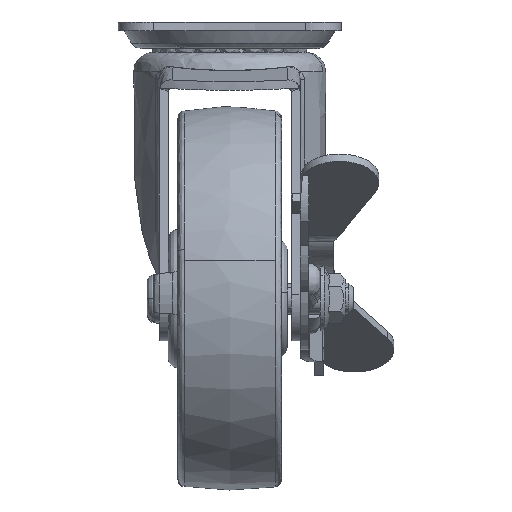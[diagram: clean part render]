
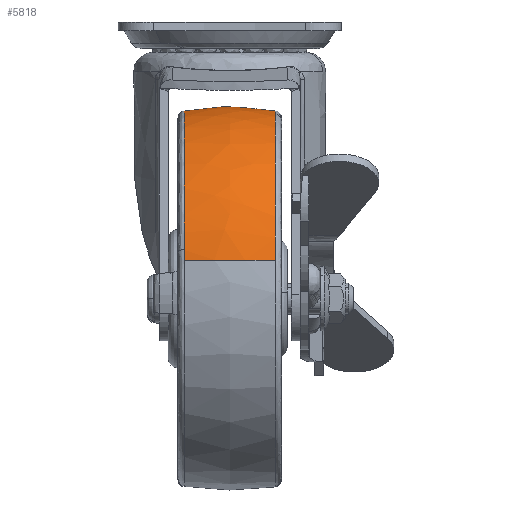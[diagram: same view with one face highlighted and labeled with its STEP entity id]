
A CAD part, left-side view. The second image highlights one B-rep face of the part: STEP entity #5818.
In plain terms, the highlighted free-form (B-spline) face has degree [2, 2] with [5, 3] control points.
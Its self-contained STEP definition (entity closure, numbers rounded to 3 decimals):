
#4979=CARTESIAN_POINT('',(0.0,-11.838,48.992));
#4980=VERTEX_POINT('',#4979);
#4996=CARTESIAN_POINT('',(-48.664,-11.838,5.657));
#4997=VERTEX_POINT('',#4996);
#4998=CARTESIAN_POINT('',(0.0,-11.838,48.992));
#4999=CARTESIAN_POINT('',(-2.321,-11.838,48.992));
#5000=CARTESIAN_POINT('',(-7.797,-11.838,48.602));
#5001=CARTESIAN_POINT('',(-15.046,-11.838,46.838));
#5002=CARTESIAN_POINT('',(-21.912,-11.838,43.975));
#5003=CARTESIAN_POINT('',(-28.27,-11.838,40.286));
#5004=CARTESIAN_POINT('',(-34.092,-11.838,35.476));
#5005=CARTESIAN_POINT('',(-39.311,-11.838,29.537));
#5006=CARTESIAN_POINT('',(-42.646,-11.838,24.372));
#5007=CARTESIAN_POINT('',(-45.359,-11.838,18.771));
#5008=CARTESIAN_POINT('',(-47.424,-11.838,12.988));
#5009=CARTESIAN_POINT('',(-48.364,-11.838,8.238));
#5010=CARTESIAN_POINT('',(-48.664,-11.838,5.657));
#5011=B_SPLINE_CURVE_WITH_KNOTS('',3,(#4998,#4999,#5000,#5001,#5002,#5003,#5004,#5005,#5006,#5007,#5008,#5009,#5010),.UNSPECIFIED.,.F.,.U.,(4,1,1,1,1,1,1,1,1,1,4),(0.,6.962,16.429,22.277,29.239,38.428,44.833,52.908,56.807,63.49,71.287),.UNSPECIFIED.);
#5012=EDGE_CURVE('',#4980,#4997,#5011,.T.);
#5061=CARTESIAN_POINT('',(0.0,11.838,48.992));
#5062=VERTEX_POINT('',#5061);
#5130=CARTESIAN_POINT('',(-48.235,11.838,8.575));
#5131=VERTEX_POINT('',#5130);
#5142=CARTESIAN_POINT('',(0.0,11.838,48.992));
#5143=CARTESIAN_POINT('',(-3.559,11.838,48.992));
#5144=CARTESIAN_POINT('',(-8.364,11.838,48.466));
#5145=CARTESIAN_POINT('',(-14.911,11.838,46.751));
#5146=CARTESIAN_POINT('',(-19.844,11.838,44.928));
#5147=CARTESIAN_POINT('',(-25.864,11.838,41.818));
#5148=CARTESIAN_POINT('',(-32.242,11.838,37.228));
#5149=CARTESIAN_POINT('',(-37.591,11.838,31.709));
#5150=CARTESIAN_POINT('',(-42.044,11.838,25.471));
#5151=CARTESIAN_POINT('',(-45.826,11.838,18.178));
#5152=CARTESIAN_POINT('',(-47.613,11.838,12.079));
#5153=CARTESIAN_POINT('',(-48.235,11.838,8.575));
#5154=B_SPLINE_CURVE_WITH_KNOTS('',3,(#5142,#5143,#5144,#5145,#5146,#5147,#5148,#5149,#5150,#5151,#5152,#5153),.UNSPECIFIED.,.F.,.U.,(4,1,1,1,1,1,1,1,1,4),(0.,10.678,14.415,20.288,26.427,34.702,43.778,49.384,57.659,68.337),.UNSPECIFIED.);
#5155=EDGE_CURVE('',#5062,#5131,#5154,.T.);
#5207=CARTESIAN_POINT('',(-48.664,11.838,5.657));
#5208=VERTEX_POINT('',#5207);
#5227=CARTESIAN_POINT('',(-48.235,11.838,8.575));
#5228=CARTESIAN_POINT('',(-48.408,11.838,7.607));
#5229=CARTESIAN_POINT('',(-48.551,11.838,6.633));
#5230=CARTESIAN_POINT('',(-48.664,11.838,5.657));
#5231=B_SPLINE_CURVE_WITH_KNOTS('',3,(#5227,#5228,#5229,#5230),.UNSPECIFIED.,.F.,.U.,(4,4),(0.,2.95),.UNSPECIFIED.);
#5232=EDGE_CURVE('',#5131,#5208,#5231,.T.);
#5762=CARTESIAN_POINT('',(-48.664,-11.838,5.657));
#5763=CARTESIAN_POINT('',(-49.31,-8.052,5.732));
#5764=CARTESIAN_POINT('',(-50.001,-0.126,5.812));
#5765=CARTESIAN_POINT('',(-49.351,7.808,5.737));
#5766=CARTESIAN_POINT('',(-48.664,11.838,5.657));
#5767=B_SPLINE_CURVE_WITH_KNOTS('',3,(#5762,#5763,#5764,#5765,#5766),.UNSPECIFIED.,.F.,.U.,(4,1,4),(0.,11.524,23.791),.UNSPECIFIED.);
#5768=EDGE_CURVE('',#4997,#5208,#5767,.T.);
#5773=CARTESIAN_POINT('',(0.0,-11.838,48.992));
#5774=CARTESIAN_POINT('',(0.0,-9.274,49.432));
#5775=CARTESIAN_POINT('',(0.0,-3.972,50.04));
#5776=CARTESIAN_POINT('',(0.0,3.972,50.04));
#5777=CARTESIAN_POINT('',(0.0,9.274,49.432));
#5778=CARTESIAN_POINT('',(0.0,11.838,48.992));
#5779=B_SPLINE_CURVE_WITH_KNOTS('',3,(#5773,#5774,#5775,#5776,#5777,#5778),.UNSPECIFIED.,.F.,.U.,(4,1,1,4),(0.,7.806,15.984,23.791),.UNSPECIFIED.);
#5780=EDGE_CURVE('',#4980,#5062,#5779,.T.);
#5788=CARTESIAN_POINT('',(0.0,-13.037,48.775));
#5789=CARTESIAN_POINT('',(0.0,-6.576,50.));
#5790=CARTESIAN_POINT('',(0.0,0.0,50.));
#5791=CARTESIAN_POINT('',(0.0,6.576,50.));
#5792=CARTESIAN_POINT('',(0.0,13.037,48.775));
#5793=CARTESIAN_POINT('',(-43.434,-13.037,48.775));
#5794=CARTESIAN_POINT('',(-44.525,-6.576,50.));
#5795=CARTESIAN_POINT('',(-44.525,0.0,50.));
#5796=CARTESIAN_POINT('',(-44.525,6.576,50.));
#5797=CARTESIAN_POINT('',(-43.434,13.037,48.775));
#5798=CARTESIAN_POINT('',(-48.449,-13.037,5.632));
#5799=CARTESIAN_POINT('',(-49.666,-6.576,5.773));
#5800=CARTESIAN_POINT('',(-49.666,0.0,5.773));
#5801=CARTESIAN_POINT('',(-49.666,6.576,5.773));
#5802=CARTESIAN_POINT('',(-48.449,13.037,5.632));
#5810=(BOUNDED_SURFACE()B_SPLINE_SURFACE(2,2,((#5788,#5793,#5798),(#5789,#5794,#5799),(#5790,#5795,#5800),(#5791,#5796,#5801),(#5792,#5797,#5802)),.UNSPECIFIED.,.F.,.F.,.U.)B_SPLINE_SURFACE_WITH_KNOTS((3,2,3),(3,3),(0.0,13.444,26.887),(0.0,76.132),.UNSPECIFIED.)GEOMETRIC_REPRESENTATION_ITEM()RATIONAL_B_SPLINE_SURFACE(((0.949,0.693,0.908),(0.97,0.708,0.928),(1.0,0.731,0.957),(0.97,0.708,0.928),(0.949,0.693,0.908)))REPRESENTATION_ITEM('')SURFACE());
#5811=ORIENTED_EDGE('',*,*,#5012,.F.);
#5812=ORIENTED_EDGE('',*,*,#5780,.T.);
#5813=ORIENTED_EDGE('',*,*,#5155,.T.);
#5814=ORIENTED_EDGE('',*,*,#5232,.T.);
#5815=ORIENTED_EDGE('',*,*,#5768,.F.);
#5816=EDGE_LOOP('',(#5811,#5812,#5813,#5814,#5815));
#5817=FACE_OUTER_BOUND('',#5816,.T.);
#5818=ADVANCED_FACE('',(#5817),#5810,.T.);
